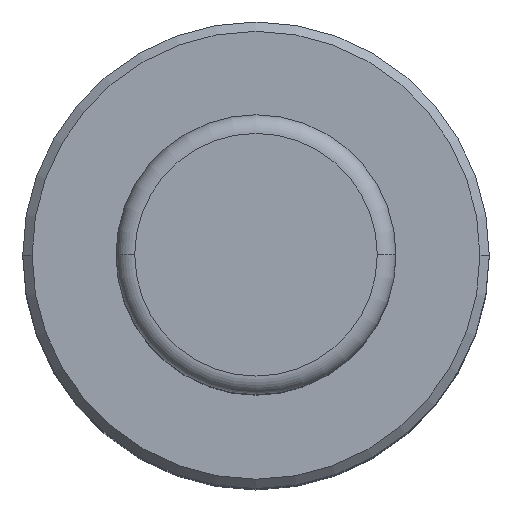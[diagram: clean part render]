
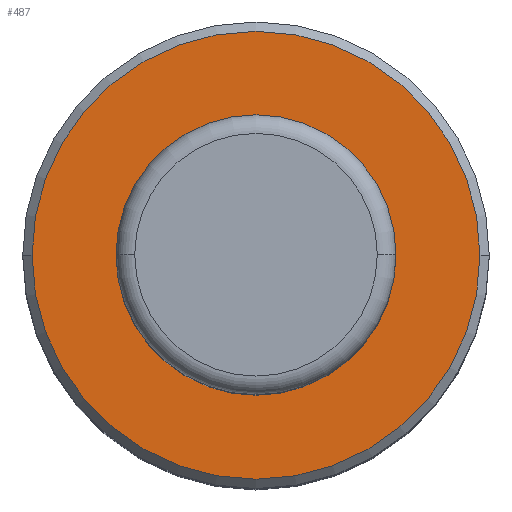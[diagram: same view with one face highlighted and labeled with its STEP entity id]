
A CAD part, top view. The second image highlights one B-rep face of the part: STEP entity #487.
In plain terms, the highlighted planar face has unit normal (0, 0, 1).
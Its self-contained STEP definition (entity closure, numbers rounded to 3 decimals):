
#34 = CARTESIAN_POINT ( 'NONE',  ( -7.5, 0., 44. ) ) ;
#88 = VERTEX_POINT ( 'NONE', #655 ) ;
#94 = DIRECTION ( 'NONE',  ( -1., 0., 0. ) ) ;
#143 = DIRECTION ( 'NONE',  ( 1., 0., 0. ) ) ;
#144 = DIRECTION ( 'NONE',  ( 0., 0., 1. ) ) ;
#182 = ORIENTED_EDGE ( 'NONE', *, *, #612, .T. ) ;
#185 = CIRCLE ( 'NONE', #384, 12. ) ;
#195 = VERTEX_POINT ( 'NONE', #1092 ) ;
#208 = AXIS2_PLACEMENT_3D ( 'NONE', #532, #719, #367 ) ;
#229 = FACE_OUTER_BOUND ( 'NONE', #1022, .T. ) ;
#246 = CIRCLE ( 'NONE', #740, 12. ) ;
#285 = FACE_BOUND ( 'NONE', #769, .T. ) ;
#316 = AXIS2_PLACEMENT_3D ( 'NONE', #355, #606, #94 ) ;
#321 = EDGE_CURVE ( 'NONE', #993, #770, #934, .T. ) ;
#326 = ORIENTED_EDGE ( 'NONE', *, *, #867, .T. ) ;
#355 = CARTESIAN_POINT ( 'NONE',  ( 0., 0., 44. ) ) ;
#367 = DIRECTION ( 'NONE',  ( 1., 0., 0. ) ) ;
#384 = AXIS2_PLACEMENT_3D ( 'NONE', #727, #144, #143 ) ;
#391 = CARTESIAN_POINT ( 'NONE',  ( 0., 0., 44. ) ) ;
#397 = ORIENTED_EDGE ( 'NONE', *, *, #321, .T. ) ;
#446 = ORIENTED_EDGE ( 'NONE', *, *, #1062, .T. ) ;
#468 = CIRCLE ( 'NONE', #1101, 7.5 ) ;
#487 = ADVANCED_FACE ( 'NONE', ( #229, #285 ), #897, .T. ) ;
#526 = CARTESIAN_POINT ( 'NONE',  ( 7.5, 0., 44. ) ) ;
#532 = CARTESIAN_POINT ( 'NONE',  ( -7.5, 0., 44. ) ) ;
#534 = CARTESIAN_POINT ( 'NONE',  ( 0., 0., 44. ) ) ;
#606 = DIRECTION ( 'NONE',  ( 0., 0., -1. ) ) ;
#612 = EDGE_CURVE ( 'NONE', #195, #88, #185, .T. ) ;
#655 = CARTESIAN_POINT ( 'NONE',  ( -12., 0., 44. ) ) ;
#709 = DIRECTION ( 'NONE',  ( 0., 0., 1. ) ) ;
#719 = DIRECTION ( 'NONE',  ( 0., 0., 1. ) ) ;
#727 = CARTESIAN_POINT ( 'NONE',  ( 0., 0., 44. ) ) ;
#740 = AXIS2_PLACEMENT_3D ( 'NONE', #534, #709, #811 ) ;
#745 = DIRECTION ( 'NONE',  ( 0., 0., -1. ) ) ;
#769 = EDGE_LOOP ( 'NONE', ( #397, #446 ) ) ;
#770 = VERTEX_POINT ( 'NONE', #526 ) ;
#811 = DIRECTION ( 'NONE',  ( 1., 0., 0. ) ) ;
#828 = DIRECTION ( 'NONE',  ( -1., 0., 0. ) ) ;
#867 = EDGE_CURVE ( 'NONE', #88, #195, #246, .T. ) ;
#897 = PLANE ( 'NONE',  #208 ) ;
#934 = CIRCLE ( 'NONE', #316, 7.5 ) ;
#993 = VERTEX_POINT ( 'NONE', #34 ) ;
#1022 = EDGE_LOOP ( 'NONE', ( #326, #182 ) ) ;
#1062 = EDGE_CURVE ( 'NONE', #770, #993, #468, .T. ) ;
#1092 = CARTESIAN_POINT ( 'NONE',  ( 12., 0., 44. ) ) ;
#1101 = AXIS2_PLACEMENT_3D ( 'NONE', #391, #745, #828 ) ;
